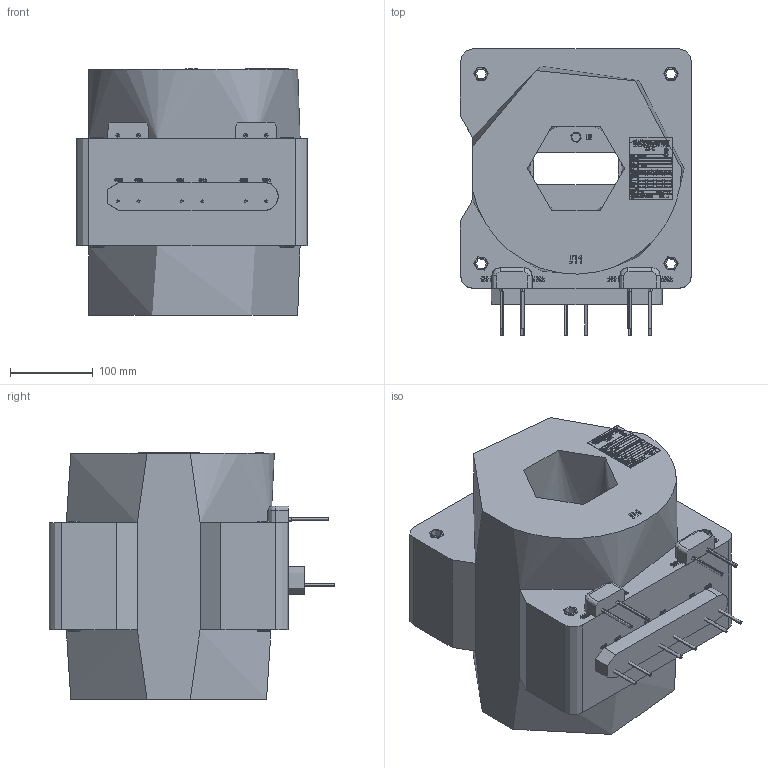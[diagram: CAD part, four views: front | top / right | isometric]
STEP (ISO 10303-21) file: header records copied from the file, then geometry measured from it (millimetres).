
FILE_DESCRIPTION (( 'STEP AP214' ), '1' );
FILE_NAME ('ﾒﾋﾊ-ﾑﾒ-10-ﾒﾘﾋﾏ3(ﾏ).STEP', '2023-07-20T04:31:28', ( '' ), ( '' ), 'SwSTEP 2.0', 'SolidWorks 2014', '' );
FILE_SCHEMA (( 'AUTOMOTIVE_DESIGN' ));
Length unit declared in the file: millimetre
Products named in the file (107): ÂÅÈÓ.754312.182À Òàáëè÷êà òåõíè÷åñêèõ äàííûõ ÒËÊ-ÑÒ__-00; 镳钼钿^厌铕赅3_屡扔.671235.312-01-01蚜; 屡扔.713174.003 买箅赅; 令腧 󊬱2.58.019 梦岩 7798-70 (DIN933); ﾒﾋﾊ-ﾑﾒ-10-ﾒﾘﾋﾏ3(ﾏ); 腻蜞朦4^屡扔.671235.312-01-01蚜; ﾘ琺矜 6.016 ﾃﾎﾑﾒ11371-78 (DIN125A); ﾏ瑕褪 ﾌ6; 桤铍 镳钼^厌铕赅3_屡扔.671235.312-01-01蚜; ﾘ琺矜 6.65ﾃ.019 ﾃﾎﾑﾒ 6402-70 (DIN127B); ÂÅÈÓ.754312.182À Òàáëè÷êà òåõíè÷åñêèõ äàííûõ ÒËÊ-ÑÒ_; ÂÅÈÓ.758472.007-01 Ãàéêà; 屡扔.671235.312-01-01蚜_-52; 屡扔.758472.014; 腻蜞朦5^屡扔.671235.312-01-01蚜_-03; 2,5-6-刳-0,3 襞旂 22021-82 蝂麔; 腻蜞朦4^屡扔.671235.312-01-01蚜_01; 腻蜞朦4^屡扔.671235.312-01-01蚜_-02; 厌铕赅3^屡扔.671235.312-01-01蚜; 腻蜞朦5^屡扔.671235.312-01-01蚜; 屡扔.671235.312-01-01蚜; 2,5-6-刳-0,3 襞旂 22021-82; 屡扔.713174.003 买箅赅_-04; 扻豵鵨 眧冾-10  3; ������ ����-10  3_-�
Assembly tree (67 placements, depth 4):
  镳钼钿^厌铕赅3_屡扔.671235.312-01-01蚜
  屡扔.713174.003 买箅赅
  令腧 󊬱2.58.019 梦岩 7798-70 (DIN933)
  ﾒﾋﾊ-ﾑﾒ-10-ﾒﾘﾋﾏ3(ﾏ)
    屡扔.671235.312-01-01蚜
      2,5-6-刳-0,3 襞旂 22021-82 蝂麔
      2,5-6-刳-0,3 襞旂 22021-82 蝂麔
      2,5-6-刳-0,3 襞旂 22021-82 蝂麔
      2,5-6-刳-0,3 襞旂 22021-82 蝂麔
      2,5-6-刳-0,3 襞旂 22021-82 蝂麔
      2,5-6-刳-0,3 襞旂 22021-82 蝂麔
  腻蜞朦4^屡扔.671235.312-01-01蚜
Bounding box: 280 x 346.6 x 298.8 mm (x, y, z)
Volume: 17060825.5 mm3; surface area: 692950.1 mm2
Topology: 86 solids, 86 shells, 4389 faces, 11203 edges, 7308 vertices
Faces by surface type: plane 2515, bspline 1032, cylinder 544, cone 272, torus 26
Entity records: 183462 total; most frequent: CARTESIAN_POINT 76287, ORIENTED_EDGE 17604, DIRECTION 12007, EDGE_CURVE 8802, LINE 6443, VECTOR 6443, VERTEX_POINT 5848, EDGE_LOOP 3686
